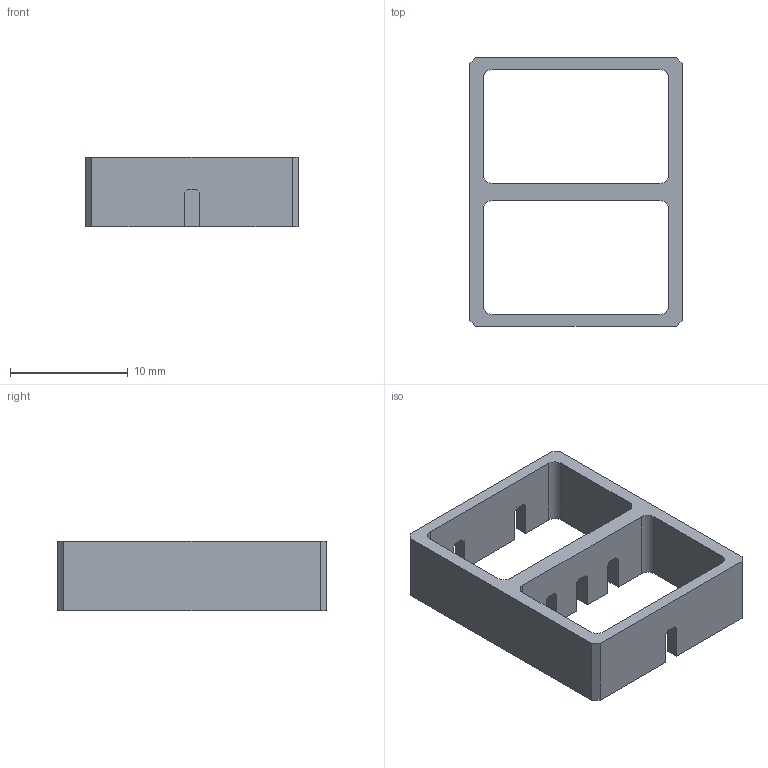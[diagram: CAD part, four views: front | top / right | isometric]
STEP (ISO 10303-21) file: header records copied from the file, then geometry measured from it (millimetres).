
FILE_DESCRIPTION(/* description */ (''),/* implementation_level */ '2;1');
FILE_NAME(/* name */ '2_Upper Instrument Panel/DLP/OH1A2A-20 - Master Mode Pushbutton Base.step',/* time_stamp */ '2020-01-02T13:01:42+01:00',/* author */ (''),/* organization */ (''),/* preprocessor_version */ 'ST-DEVELOPER v18',/* originating_system */ 'Autodesk Translation Framework v8.12.0.6',/* authorisation */ '');
FILE_SCHEMA (('AUTOMOTIVE_DESIGN { 1 0 10303 214 3 1 1 }'));
Length unit declared in the file: millimetre
Products named in the file (1): MASTER MODE PUSHBUTTON BASE
Bounding box: 18.03 x 22.8 x 5.91 mm (x, y, z)
Volume: 596.1 mm3; surface area: 1305.3 mm2
Topology: 1 solids, 1 shells, 64 faces, 188 edges, 126 vertices
Faces by surface type: plane 54, cylinder 10
Full cylindrical faces by diameter (mm): 1.191 x2
Entity records: 2158 total; most frequent: CARTESIAN_POINT 379, ORIENTED_EDGE 376, DIRECTION 340, EDGE_CURVE 188, LINE 166, VECTOR 166, VERTEX_POINT 126, AXIS2_PLACEMENT_3D 87
